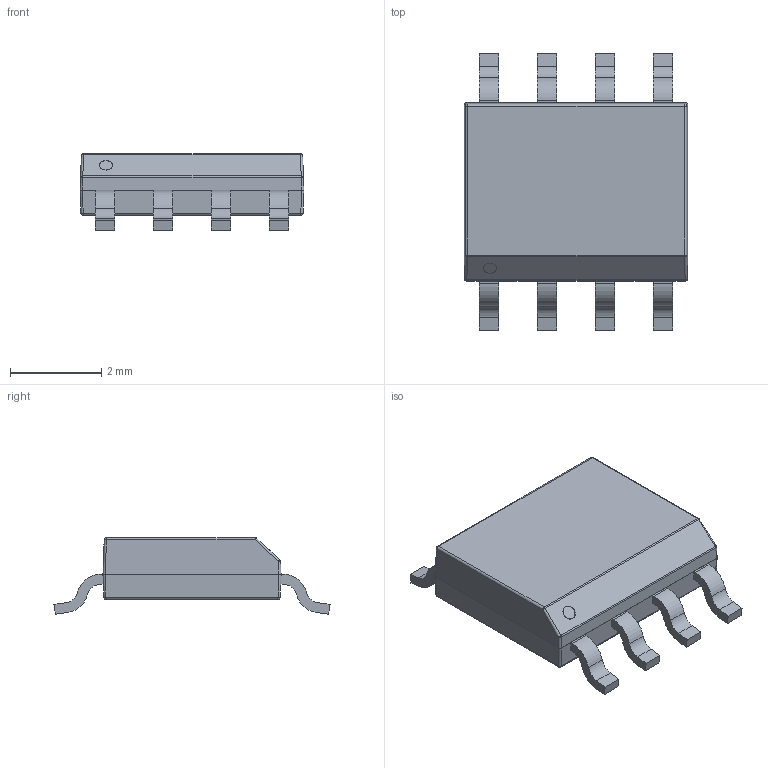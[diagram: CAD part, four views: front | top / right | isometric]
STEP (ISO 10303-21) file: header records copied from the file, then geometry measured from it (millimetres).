
FILE_DESCRIPTION(('Open CASCADE Model'),'2;1');
FILE_NAME('Open CASCADE Shape Model','2010-04-22T12:53:44',('Author'),( 'Open CASCADE'),'Open CASCADE STEP processor 6.3','Open CASCADE 6.3' ,'Unknown');
FILE_SCHEMA(('AUTOMOTIVE_DESIGN_CC2 { 1 2 10303 214 -1 1 5 4 }'));
Length unit declared in the file: millimetre
Products named in the file (1): Open CASCADE STEP translator 6.3 3
Bounding box: 4.9 x 6.05 x 1.68 mm (x, y, z)
Volume: 25.9 mm3; surface area: 72.7 mm2
Topology: 1 solids, 1 shells, 141 faces, 376 edges, 230 vertices
Faces by surface type: plane 68, cylinder 57, sphere 16
Entity records: 10914 total; most frequent: CARTESIAN_POINT 4072, DIRECTION 1156, ORIENTED_EDGE 736, PCURVE 736, DEFINITIONAL_REPRESENTATION 736, LINE 566, VECTOR 566, EDGE_CURVE 368
